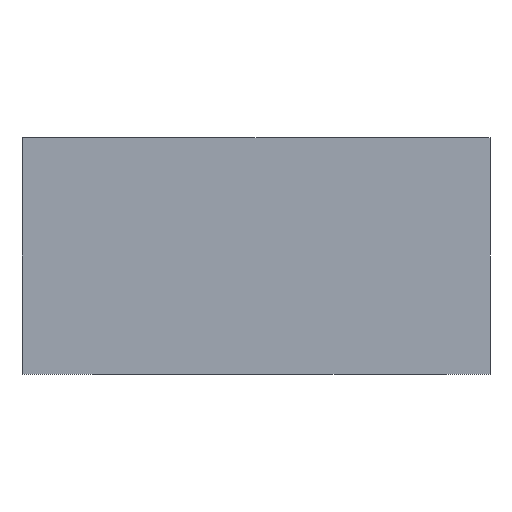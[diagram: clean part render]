
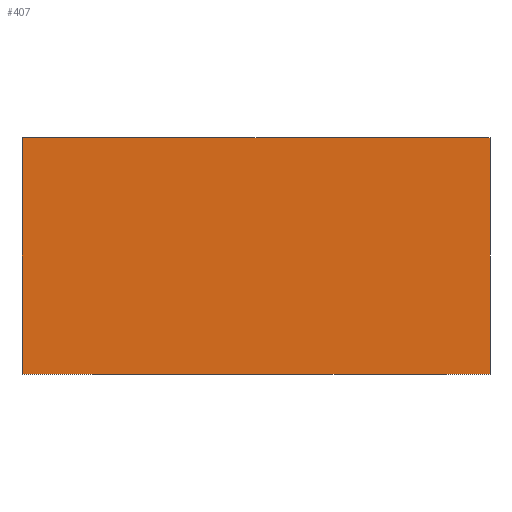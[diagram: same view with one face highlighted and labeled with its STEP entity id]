
A CAD part, front view. The second image highlights one B-rep face of the part: STEP entity #407.
In plain terms, the highlighted planar face has unit normal (0, -1, 0).
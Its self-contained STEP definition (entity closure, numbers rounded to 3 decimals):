
#129 = VERTEX_POINT('',#130);
#130 = CARTESIAN_POINT('',(160.,0.,0.));
#136 = EDGE_CURVE('',#129,#137,#139,.T.);
#137 = VERTEX_POINT('',#138);
#138 = CARTESIAN_POINT('',(0.,0.,0.));
#139 = LINE('',#140,#141);
#140 = CARTESIAN_POINT('',(160.,0.,0.));
#141 = VECTOR('',#142,1.);
#142 = DIRECTION('',(-1.,0.,0.));
#228 = VERTEX_POINT('',#229);
#229 = CARTESIAN_POINT('',(160.,0.,81.));
#235 = EDGE_CURVE('',#129,#228,#236,.T.);
#236 = LINE('',#237,#238);
#237 = CARTESIAN_POINT('',(160.,0.,0.));
#238 = VECTOR('',#239,1.);
#239 = DIRECTION('',(0.,0.,1.));
#252 = VERTEX_POINT('',#253);
#253 = CARTESIAN_POINT('',(0.,0.,81.));
#259 = EDGE_CURVE('',#228,#252,#260,.T.);
#260 = LINE('',#261,#262);
#261 = CARTESIAN_POINT('',(160.,0.,81.));
#262 = VECTOR('',#263,1.);
#263 = DIRECTION('',(-1.,0.,0.));
#394 = EDGE_CURVE('',#137,#252,#395,.T.);
#395 = LINE('',#396,#397);
#396 = CARTESIAN_POINT('',(0.,0.,0.));
#397 = VECTOR('',#398,1.);
#398 = DIRECTION('',(0.,0.,1.));
#407 = ADVANCED_FACE('',(#408),#414,.T.);
#408 = FACE_BOUND('',#409,.T.);
#409 = EDGE_LOOP('',(#410,#411,#412,#413));
#410 = ORIENTED_EDGE('',*,*,#235,.T.);
#411 = ORIENTED_EDGE('',*,*,#259,.T.);
#412 = ORIENTED_EDGE('',*,*,#394,.F.);
#413 = ORIENTED_EDGE('',*,*,#136,.F.);
#414 = PLANE('',#415);
#415 = AXIS2_PLACEMENT_3D('',#416,#417,#418);
#416 = CARTESIAN_POINT('',(160.,0.,0.));
#417 = DIRECTION('',(0.,-1.,0.));
#418 = DIRECTION('',(-1.,0.,0.));
